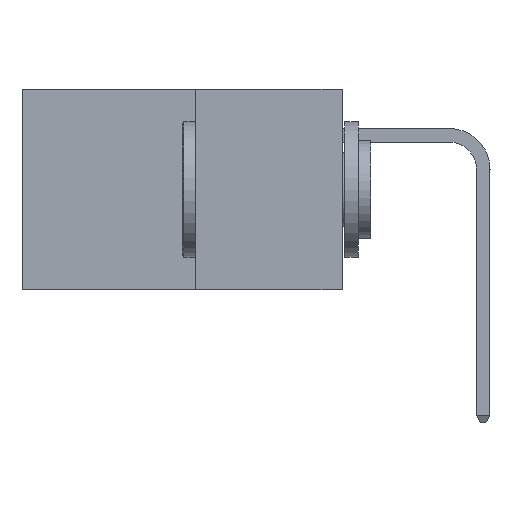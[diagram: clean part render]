
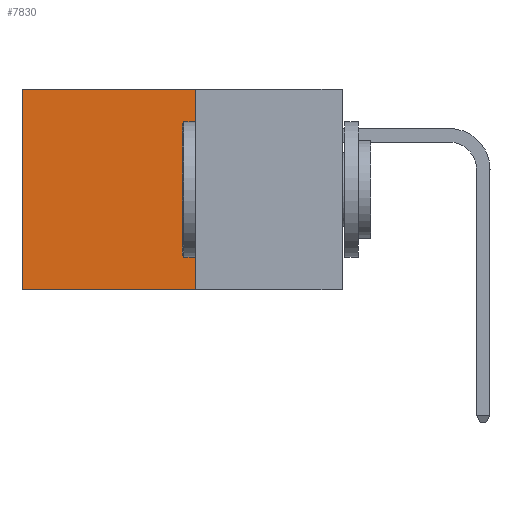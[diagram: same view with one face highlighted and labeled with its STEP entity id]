
A CAD part, left-side view. The second image highlights one B-rep face of the part: STEP entity #7830.
In plain terms, the highlighted planar face has unit normal (-1, 0, 0).
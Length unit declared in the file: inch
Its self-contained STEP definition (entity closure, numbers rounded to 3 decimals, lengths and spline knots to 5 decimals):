
#544 = PLANE ( 'NONE',  #13421 ) ;
#684 = VERTEX_POINT ( 'NONE', #14536 ) ;
#899 = ORIENTED_EDGE ( 'NONE', *, *, #15510, .F. ) ;
#1373 = ORIENTED_EDGE ( 'NONE', *, *, #2739, .F. ) ;
#1707 = CARTESIAN_POINT ( 'NONE',  ( 0.277, 0.27, 0. ) ) ;
#2476 = LINE ( 'NONE', #13091, #17266 ) ;
#2691 = CARTESIAN_POINT ( 'NONE',  ( 0.277, 0.27, -0.37 ) ) ;
#2739 = EDGE_CURVE ( 'NONE', #684, #10092, #8001, .T. ) ;
#3553 = DIRECTION ( 'NONE',  ( 0., 0., -1. ) ) ;
#4032 = LINE ( 'NONE', #24628, #23106 ) ;
#4670 = DIRECTION ( 'NONE',  ( 0., 0., -1. ) ) ;
#5328 = CARTESIAN_POINT ( 'NONE',  ( 0.277, 0.59, 0. ) ) ;
#5735 = EDGE_LOOP ( 'NONE', ( #12308, #1373, #899, #15685 ) ) ;
#6125 = VECTOR ( 'NONE', #11376, 39.37008 ) ;
#6597 = FACE_OUTER_BOUND ( 'NONE', #5735, .T. ) ;
#7830 = ADVANCED_FACE ( 'NONE', ( #6597 ), #544, .F. ) ;
#8001 = LINE ( 'NONE', #22196, #13089 ) ;
#10092 = VERTEX_POINT ( 'NONE', #18957 ) ;
#11376 = DIRECTION ( 'NONE',  ( 0., 1., 0. ) ) ;
#12308 = ORIENTED_EDGE ( 'NONE', *, *, #20885, .T. ) ;
#13089 = VECTOR ( 'NONE', #21530, 39.37008 ) ;
#13091 = CARTESIAN_POINT ( 'NONE',  ( 0.277, 0.27, -0.37 ) ) ;
#13421 = AXIS2_PLACEMENT_3D ( 'NONE', #2691, #16173, #4670 ) ;
#14536 = CARTESIAN_POINT ( 'NONE',  ( 0.277, 0.27, -0.37 ) ) ;
#14649 = VERTEX_POINT ( 'NONE', #22104 ) ;
#15309 = DIRECTION ( 'NONE',  ( 0., 0., -1. ) ) ;
#15510 = EDGE_CURVE ( 'NONE', #14649, #684, #2476, .T. ) ;
#15685 = ORIENTED_EDGE ( 'NONE', *, *, #21408, .T. ) ;
#16173 = DIRECTION ( 'NONE',  ( 1., 0., 0. ) ) ;
#16927 = LINE ( 'NONE', #1707, #6125 ) ;
#17266 = VECTOR ( 'NONE', #3553, 39.37008 ) ;
#17862 = VERTEX_POINT ( 'NONE', #5328 ) ;
#18957 = CARTESIAN_POINT ( 'NONE',  ( 0.277, 0.59, -0.37 ) ) ;
#20885 = EDGE_CURVE ( 'NONE', #17862, #10092, #4032, .T. ) ;
#21408 = EDGE_CURVE ( 'NONE', #14649, #17862, #16927, .T. ) ;
#21530 = DIRECTION ( 'NONE',  ( 0., 1., 0. ) ) ;
#22104 = CARTESIAN_POINT ( 'NONE',  ( 0.277, 0.27, 0. ) ) ;
#22196 = CARTESIAN_POINT ( 'NONE',  ( 0.277, 0.27, -0.37 ) ) ;
#23106 = VECTOR ( 'NONE', #15309, 39.37008 ) ;
#24628 = CARTESIAN_POINT ( 'NONE',  ( 0.277, 0.59, -0.37 ) ) ;
